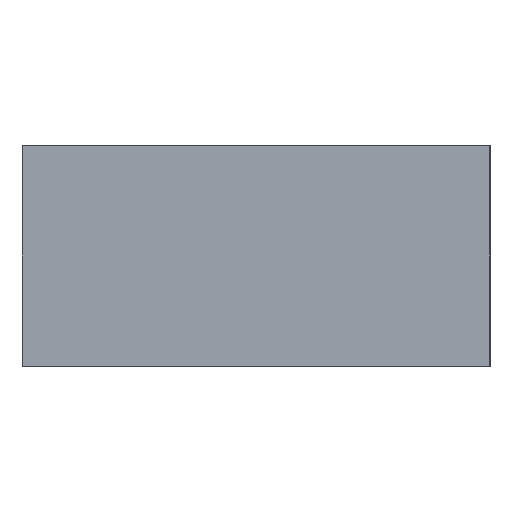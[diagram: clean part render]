
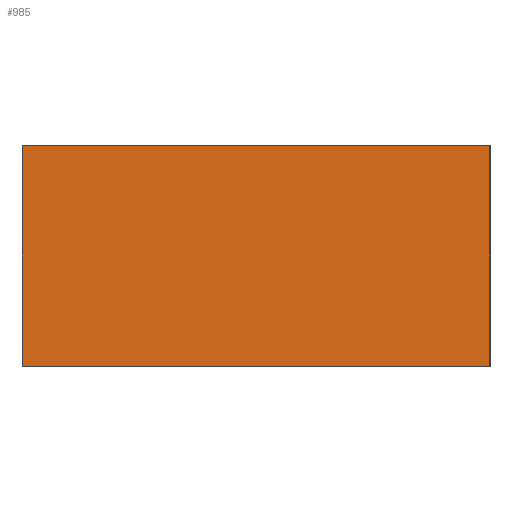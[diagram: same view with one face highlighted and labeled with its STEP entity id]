
A CAD part, left-side view. The second image highlights one B-rep face of the part: STEP entity #985.
In plain terms, the highlighted planar face has unit normal (-1, 0, 0).
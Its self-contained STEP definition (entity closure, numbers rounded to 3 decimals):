
#22 = AXIS2_PLACEMENT_3D ( 'NONE', #215, #221, #222 ) ;
#50 = CARTESIAN_POINT ( 'NONE',  ( 0., 0., 20. ) ) ;
#51 = DIRECTION ( 'NONE',  ( 0., 0., -1. ) ) ;
#58 = CARTESIAN_POINT ( 'NONE',  ( 0., 42.5, 20. ) ) ;
#59 = DIRECTION ( 'NONE',  ( 0., 0., -1. ) ) ;
#88 = CARTESIAN_POINT ( 'NONE',  ( 0., 42.5, 20. ) ) ;
#103 = CARTESIAN_POINT ( 'NONE',  ( 0., 0., 20. ) ) ;
#112 = CARTESIAN_POINT ( 'NONE',  ( 0., 0., 0. ) ) ;
#120 = CARTESIAN_POINT ( 'NONE',  ( 0., 42.5, 0. ) ) ;
#215 = CARTESIAN_POINT ( 'NONE',  ( 0., 0., 20. ) ) ;
#219 = PLANE ( 'NONE',  #22 ) ;
#221 = DIRECTION ( 'NONE',  ( 1., 0., 0. ) ) ;
#222 = DIRECTION ( 'NONE',  ( 0., 0., -1. ) ) ;
#412 = EDGE_CURVE ( 'NONE', #829, #830, #957, .T. ) ;
#418 = EDGE_CURVE ( 'NONE', #850, #842, #444, .T. ) ;
#424 = EDGE_CURVE ( 'NONE', #830, #842, #455, .T. ) ;
#425 = EDGE_CURVE ( 'NONE', #829, #850, #456, .T. ) ;
#444 = LINE ( 'NONE', #810, #446 ) ;
#446 = VECTOR ( 'NONE', #811, 1000. ) ;
#455 = LINE ( 'NONE', #50, #457 ) ;
#456 = LINE ( 'NONE', #58, #459 ) ;
#457 = VECTOR ( 'NONE', #51, 1000. ) ;
#459 = VECTOR ( 'NONE', #59, 1000. ) ;
#528 = FACE_OUTER_BOUND ( 'NONE', #875, .T. ) ;
#796 = CARTESIAN_POINT ( 'NONE',  ( 0., 0., 20. ) ) ;
#797 = DIRECTION ( 'NONE',  ( 0., -1., 0. ) ) ;
#810 = CARTESIAN_POINT ( 'NONE',  ( 0., 0., 0. ) ) ;
#811 = DIRECTION ( 'NONE',  ( 0., -1., 0. ) ) ;
#829 = VERTEX_POINT ( 'NONE', #88 ) ;
#830 = VERTEX_POINT ( 'NONE', #103 ) ;
#842 = VERTEX_POINT ( 'NONE', #112 ) ;
#850 = VERTEX_POINT ( 'NONE', #120 ) ;
#875 = EDGE_LOOP ( 'NONE', ( #1035, #1034, #1043, #1041 ) ) ;
#957 = LINE ( 'NONE', #796, #958 ) ;
#958 = VECTOR ( 'NONE', #797, 1000. ) ;
#985 = ADVANCED_FACE ( 'NONE', ( #528 ), #219, .F. ) ;
#1034 = ORIENTED_EDGE ( 'NONE', *, *, #424, .F. ) ;
#1035 = ORIENTED_EDGE ( 'NONE', *, *, #418, .T. ) ;
#1041 = ORIENTED_EDGE ( 'NONE', *, *, #425, .T. ) ;
#1043 = ORIENTED_EDGE ( 'NONE', *, *, #412, .F. ) ;
